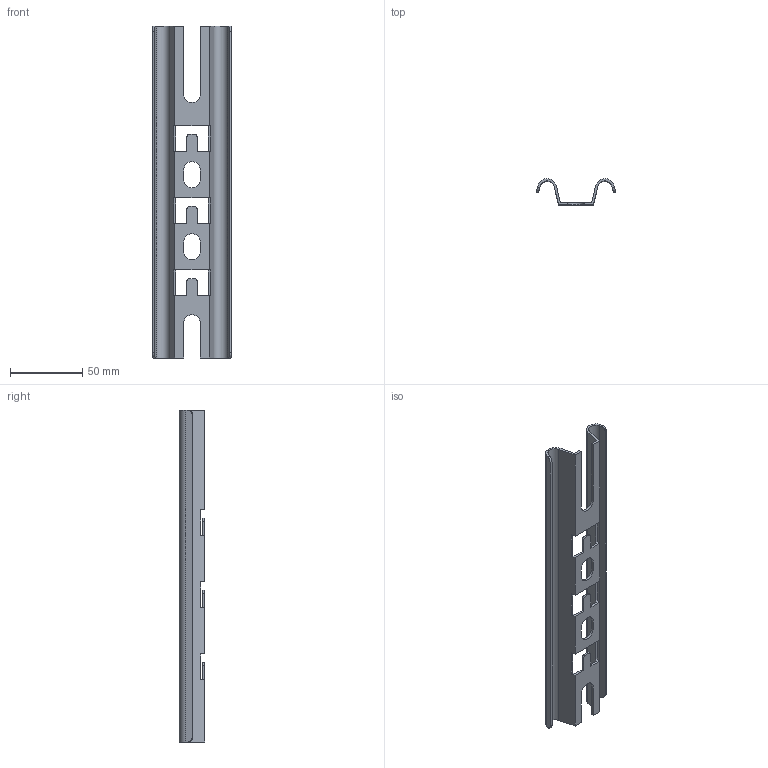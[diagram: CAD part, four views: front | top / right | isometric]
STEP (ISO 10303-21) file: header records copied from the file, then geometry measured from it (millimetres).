
FILE_DESCRIPTION (( 'STEP AP203' ), '1' );
FILE_NAME ('CLW10-VV-150 Äåðæàòåëü ãîðèçîíòàëüíûé VV 150.STEP', '2016-04-13T12:23:58', ( '' ), ( '' ), 'SwSTEP 2.0', 'SolidWorks 2014', '' );
FILE_SCHEMA (( 'CONFIG_CONTROL_DESIGN' ));
Length unit declared in the file: millimetre
Products named in the file (1): CLW10-VV-150 Äåðæàòåëü ãîðèçîíòàëüíûé VV 150
Bounding box: 55 x 17.98 x 230 mm (x, y, z)
Volume: 26239.9 mm3; surface area: 36824.6 mm2
Topology: 1 solids, 1 shells, 74 faces, 234 edges, 156 vertices
Faces by surface type: plane 54, cylinder 20
Entity records: 2675 total; most frequent: ORIENTED_EDGE 468, CARTESIAN_POINT 465, DIRECTION 424, EDGE_CURVE 234, VECTOR 194, LINE 194, VERTEX_POINT 156, AXIS2_PLACEMENT_3D 115
